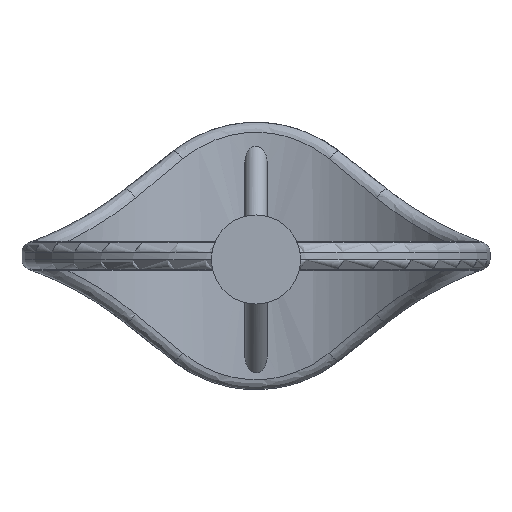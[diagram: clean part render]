
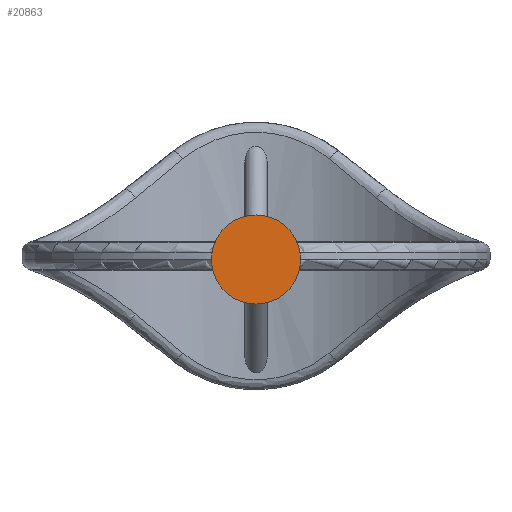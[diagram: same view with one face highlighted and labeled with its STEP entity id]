
A CAD part, front view. The second image highlights one B-rep face of the part: STEP entity #20863.
In plain terms, the highlighted planar face has unit normal (0, -1, 0).
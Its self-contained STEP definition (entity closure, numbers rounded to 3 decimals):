
#72=PLANE('',#21948);
#1086=CIRCLE('',#21945,2.);
#1156=FACE_OUTER_BOUND('',#2220,.T.);
#2220=EDGE_LOOP('',(#14600));
#9379=VERTEX_POINT('',#28443);
#11463=EDGE_CURVE('',#9379,#9379,#1086,.T.);
#14600=ORIENTED_EDGE('',*,*,#11463,.T.);
#20863=ADVANCED_FACE('',(#1156),#72,.T.);
#21945=AXIS2_PLACEMENT_3D('',#28444,#23096,#23097);
#21948=AXIS2_PLACEMENT_3D('',#28450,#23103,#23104);
#23096=DIRECTION('center_axis',(0.,-1.,0.));
#23097=DIRECTION('ref_axis',(1.,0.,0.));
#23103=DIRECTION('center_axis',(0.,-1.,0.));
#23104=DIRECTION('ref_axis',(0.,0.,-1.));
#28443=CARTESIAN_POINT('',(-2.,-16.,5.842));
#28444=CARTESIAN_POINT('Origin',(0.,-16.,5.842));
#28450=CARTESIAN_POINT('Origin',(0.,-16.,5.842));
